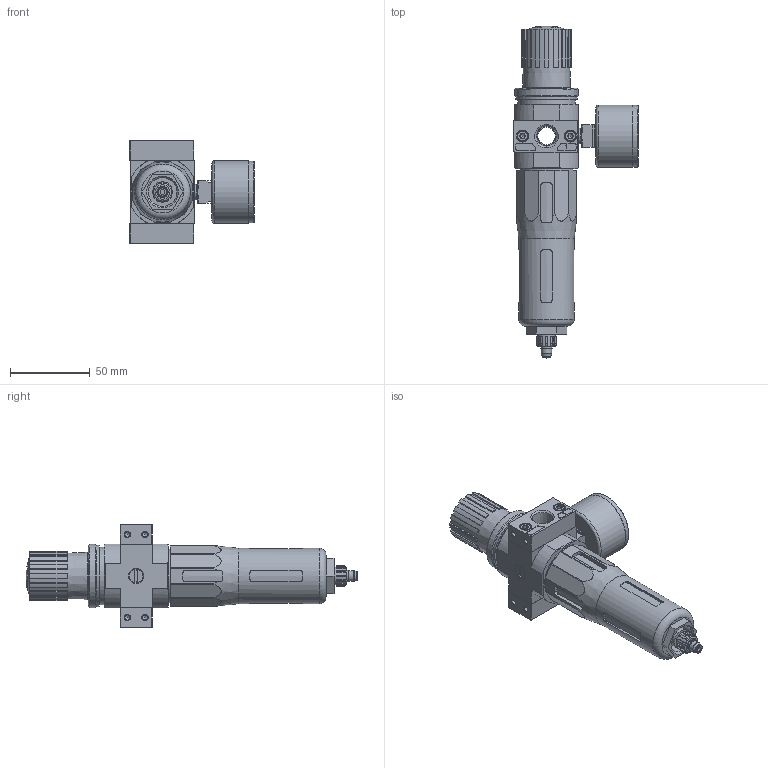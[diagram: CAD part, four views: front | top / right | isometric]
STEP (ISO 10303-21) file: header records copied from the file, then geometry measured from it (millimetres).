
FILE_DESCRIPTION(/* description */ ('STEP AP214'),/* implementation_level */ '2;1');
FILE_NAME(/* name */ '173768_LFR-1_4-D-5M-MINI-NPT',/* time_stamp */ '2024-09-03T18:55:26+02:00',/* author */ ('License CC BY-ND 4.0'),/* organization */ ('CADENAS'),/* preprocessor_version */ 'ST-DEVELOPER v19.3',/* originating_system */ 'PARTsolutions',/* authorisation */ ' ');
FILE_SCHEMA (('AUTOMOTIVE_DESIGN {1 0 10303 214 3 1 1}'));
Length unit declared in the file: millimetre
Products named in the file (9): 173768 LFR-1/4-D-5M-MINI-NPT---(0); 127303 LFR-D-5M-MINI--(0); 8003637 PAGN-40-16-G18; 679800 PBL-1/4-D-MINI-R-NPT--P1; DIN-912 - M4x16(F); 679799 PBL-1/4-D-MINI-L-NPT--P1; 398011 LRVS-D-MINI; 373845 LR-MINI; 648415 LF
Assembly tree (11 placements, depth 2):
  173768 LFR-1/4-D-5M-MINI-NPT---(0)
    127303 LFR-D-5M-MINI--(0)
    8003637 PAGN-40-16-G18
    679800 PBL-1/4-D-MINI-R-NPT--P1
    DIN-912 - M4x16(F)  x4
    679799 PBL-1/4-D-MINI-L-NPT--P1
    398011 LRVS-D-MINI
    373845 LR-MINI
    648415 LF
Bounding box: 77.75 x 208 x 64 mm (x, y, z)
Volume: 240116.3 mm3; surface area: 50338.8 mm2
Topology: 11 solids, 11 shells, 635 faces, 1565 edges, 997 vertices
Faces by surface type: plane 348, cylinder 170, cone 100, torus 12, sphere 5
Full cylindrical faces by diameter (mm): 3 x1, 3.242 x8, 4 x4, 4.3 x1, 5.6 x1, 6.2 x1, 6.4 x1, 6.8 x1, 6.9 x1, 7 x4, 7.1 x1, 8.2 x1, 8.4 x1, 8.566 x2, 9 x1, 9.728 x2, 11 x1, 11.2 x1, 12.2 x1, 12.6 x1, 15.7 x1, 15.8 x1, 18 x1, 24.9 x1, 26.9 x1, 33.9 x1, 34.376 x1, 34.7 x1, 36 x2, 38.5 x1
Entity records: 18604 total; most frequent: CARTESIAN_POINT 3378, DIRECTION 2746, ORIENTED_EDGE 2552, EDGE_CURVE 1276, AXIS2_PLACEMENT_3D 1067, VERTEX_POINT 903, FACE_BOUND 735, EDGE_LOOP 726
